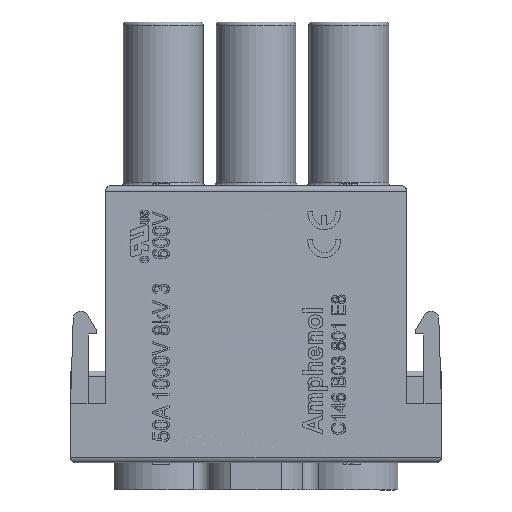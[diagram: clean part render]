
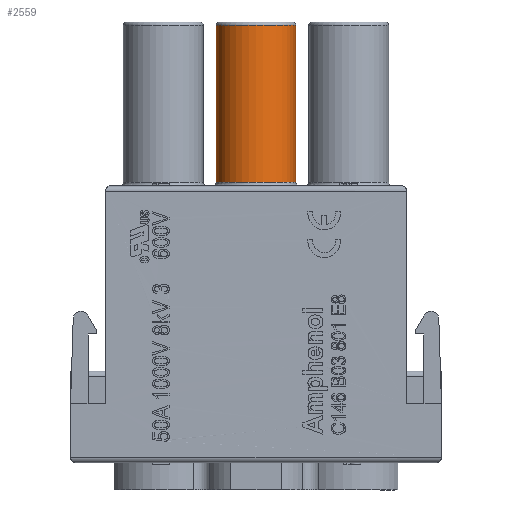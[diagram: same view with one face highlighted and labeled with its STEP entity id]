
A CAD part, front view. The second image highlights one B-rep face of the part: STEP entity #2559.
In plain terms, the highlighted cylindrical face has radius 3.65 mm (diameter 7.3 mm), a full revolution.
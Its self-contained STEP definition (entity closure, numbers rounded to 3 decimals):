
#2517=CYLINDRICAL_SURFACE('',#6471,3.65);
#2559=ADVANCED_FACE('',(#2990,#2991),#2517,.T.);
#2990=FACE_BOUND('',#3152,.T.);
#2991=FACE_BOUND('',#3153,.T.);
#3152=EDGE_LOOP('',(#3506));
#3153=EDGE_LOOP('',(#3507));
#3506=ORIENTED_EDGE('',*,*,#5634,.T.);
#3507=ORIENTED_EDGE('',*,*,#5635,.T.);
#5021=VERTEX_POINT('',#7740);
#5022=VERTEX_POINT('',#7742);
#5634=EDGE_CURVE('',#5021,#5021,#6393,.T.);
#5635=EDGE_CURVE('',#5022,#5022,#6394,.T.);
#6393=CIRCLE('',#6469,3.65);
#6394=CIRCLE('',#6470,3.65);
#6469=AXIS2_PLACEMENT_3D('',#7739,#6793,#6794);
#6470=AXIS2_PLACEMENT_3D('',#7741,#6795,#6796);
#6471=AXIS2_PLACEMENT_3D('',#7743,#6797,#6798);
#6793=DIRECTION('',(0.,0.,-1.));
#6794=DIRECTION('',(1.,0.,0.));
#6795=DIRECTION('',(0.,0.,1.));
#6796=DIRECTION('',(0.,1.,0.));
#6797=DIRECTION('',(0.,0.,1.));
#6798=DIRECTION('',(0.,1.,0.));
#7739=CARTESIAN_POINT('',(34.648,-40.053,13.454));
#7740=CARTESIAN_POINT('',(38.298,-40.053,13.454));
#7741=CARTESIAN_POINT('',(34.648,-40.053,-0.946));
#7742=CARTESIAN_POINT('',(34.648,-36.403,-0.946));
#7743=CARTESIAN_POINT('',(34.648,-40.053,-1.246));
